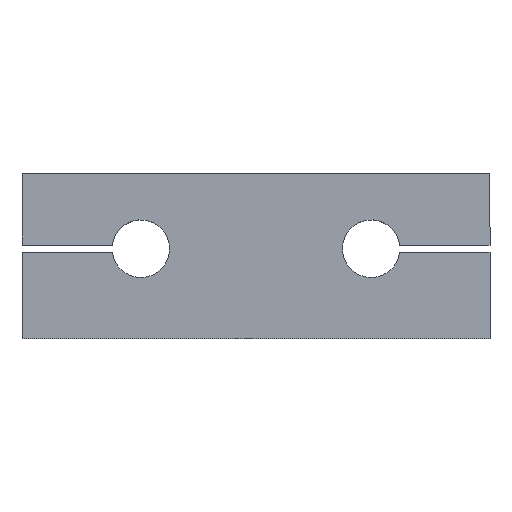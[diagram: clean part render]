
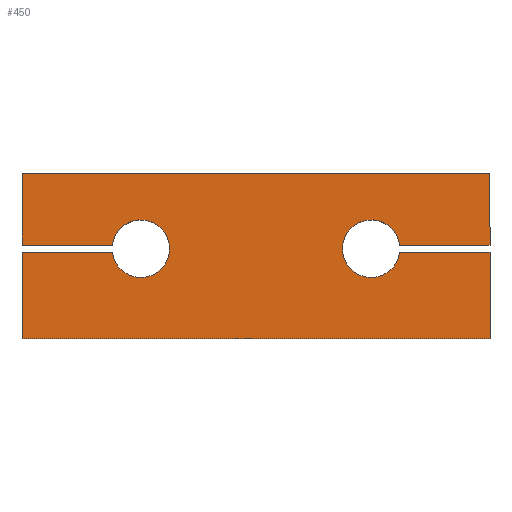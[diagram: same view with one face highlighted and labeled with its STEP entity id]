
A CAD part, top view. The second image highlights one B-rep face of the part: STEP entity #450.
In plain terms, the highlighted planar face has unit normal (0, 0, 1).
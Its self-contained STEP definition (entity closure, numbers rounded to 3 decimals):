
#20 = EDGE_CURVE ( 'NONE', #88, #361, #516, .T. ) ;
#28 = CARTESIAN_POINT ( 'NONE',  ( 32.5, 23., 6. ) ) ;
#34 = VECTOR ( 'NONE', #627, 1000. ) ;
#37 = ORIENTED_EDGE ( 'NONE', *, *, #711, .T. ) ;
#39 = CARTESIAN_POINT ( 'NONE',  ( 19.969, 12., 6. ) ) ;
#46 = CARTESIAN_POINT ( 'NONE',  ( 32.5, 12., 6. ) ) ;
#59 = VECTOR ( 'NONE', #278, 1000. ) ;
#62 = LINE ( 'NONE', #689, #662 ) ;
#64 = CARTESIAN_POINT ( 'NONE',  ( 32.5, 0., 6. ) ) ;
#74 = AXIS2_PLACEMENT_3D ( 'NONE', #316, #830, #206 ) ;
#77 = VECTOR ( 'NONE', #443, 1000. ) ;
#83 = ORIENTED_EDGE ( 'NONE', *, *, #123, .T. ) ;
#85 = EDGE_LOOP ( 'NONE', ( #138, #487, #83, #37, #767, #114, #471, #758, #370, #670, #485, #526 ) ) ;
#88 = VERTEX_POINT ( 'NONE', #668 ) ;
#101 = CARTESIAN_POINT ( 'NONE',  ( -32.5, 13., 6. ) ) ;
#106 = CIRCLE ( 'NONE', #739, 4. ) ;
#114 = ORIENTED_EDGE ( 'NONE', *, *, #130, .T. ) ;
#119 = VERTEX_POINT ( 'NONE', #28 ) ;
#123 = EDGE_CURVE ( 'NONE', #195, #303, #558, .T. ) ;
#130 = EDGE_CURVE ( 'NONE', #317, #428, #760, .T. ) ;
#138 = ORIENTED_EDGE ( 'NONE', *, *, #182, .T. ) ;
#158 = LINE ( 'NONE', #809, #345 ) ;
#182 = EDGE_CURVE ( 'NONE', #575, #193, #678, .T. ) ;
#193 = VERTEX_POINT ( 'NONE', #39 ) ;
#195 = VERTEX_POINT ( 'NONE', #302 ) ;
#201 = CARTESIAN_POINT ( 'NONE',  ( -16., 12.5, 6. ) ) ;
#204 = DIRECTION ( 'NONE',  ( 0., 0., -1. ) ) ;
#206 = DIRECTION ( 'NONE',  ( -1., 0., 0. ) ) ;
#226 = EDGE_CURVE ( 'NONE', #779, #748, #106, .T. ) ;
#278 = DIRECTION ( 'NONE',  ( -1., 0., 0. ) ) ;
#285 = DIRECTION ( 'NONE',  ( 0., 0., 1. ) ) ;
#297 = FACE_OUTER_BOUND ( 'NONE', #85, .T. ) ;
#302 = CARTESIAN_POINT ( 'NONE',  ( 19.969, 13., 6. ) ) ;
#303 = VERTEX_POINT ( 'NONE', #593 ) ;
#316 = CARTESIAN_POINT ( 'NONE',  ( 0., 0., 6. ) ) ;
#317 = VERTEX_POINT ( 'NONE', #595 ) ;
#325 = LINE ( 'NONE', #448, #766 ) ;
#327 = EDGE_CURVE ( 'NONE', #748, #428, #671, .T. ) ;
#328 = CARTESIAN_POINT ( 'NONE',  ( 16., 12.5, 6. ) ) ;
#332 = VERTEX_POINT ( 'NONE', #527 ) ;
#345 = VECTOR ( 'NONE', #403, 1000. ) ;
#348 = CARTESIAN_POINT ( 'NONE',  ( -32.5, 13., 6. ) ) ;
#353 = DIRECTION ( 'NONE',  ( 0., -1., 0. ) ) ;
#361 = VERTEX_POINT ( 'NONE', #391 ) ;
#370 = ORIENTED_EDGE ( 'NONE', *, *, #458, .F. ) ;
#373 = PLANE ( 'NONE',  #74 ) ;
#391 = CARTESIAN_POINT ( 'NONE',  ( -32.5, 0., 6. ) ) ;
#396 = CARTESIAN_POINT ( 'NONE',  ( -19.969, 12., 6. ) ) ;
#401 = LINE ( 'NONE', #667, #828 ) ;
#403 = DIRECTION ( 'NONE',  ( 0., 1., 0. ) ) ;
#428 = VERTEX_POINT ( 'NONE', #101 ) ;
#440 = DIRECTION ( 'NONE',  ( 1., 0., 0. ) ) ;
#443 = DIRECTION ( 'NONE',  ( 0., 1., 0. ) ) ;
#446 = LINE ( 'NONE', #64, #77 ) ;
#448 = CARTESIAN_POINT ( 'NONE',  ( -32.5, 23., 6. ) ) ;
#449 = DIRECTION ( 'NONE',  ( 0., -1., 0. ) ) ;
#450 = ADVANCED_FACE ( 'NONE', ( #297 ), #373, .F. ) ;
#458 = EDGE_CURVE ( 'NONE', #88, #779, #62, .T. ) ;
#471 = ORIENTED_EDGE ( 'NONE', *, *, #327, .F. ) ;
#483 = CARTESIAN_POINT ( 'NONE',  ( -32.5, 0., 6. ) ) ;
#485 = ORIENTED_EDGE ( 'NONE', *, *, #838, .T. ) ;
#487 = ORIENTED_EDGE ( 'NONE', *, *, #557, .T. ) ;
#516 = LINE ( 'NONE', #783, #648 ) ;
#526 = ORIENTED_EDGE ( 'NONE', *, *, #626, .T. ) ;
#527 = CARTESIAN_POINT ( 'NONE',  ( 32.5, 0., 6. ) ) ;
#557 = EDGE_CURVE ( 'NONE', #193, #195, #710, .T. ) ;
#558 = LINE ( 'NONE', #745, #699 ) ;
#562 = DIRECTION ( 'NONE',  ( 1., 0., 0. ) ) ;
#566 = EDGE_CURVE ( 'NONE', #119, #317, #325, .T. ) ;
#575 = VERTEX_POINT ( 'NONE', #590 ) ;
#590 = CARTESIAN_POINT ( 'NONE',  ( 32.5, 12., 6. ) ) ;
#593 = CARTESIAN_POINT ( 'NONE',  ( 32.5, 13., 6. ) ) ;
#595 = CARTESIAN_POINT ( 'NONE',  ( -32.5, 23., 6. ) ) ;
#626 = EDGE_CURVE ( 'NONE', #332, #575, #158, .T. ) ;
#627 = DIRECTION ( 'NONE',  ( -1., 0., 0. ) ) ;
#648 = VECTOR ( 'NONE', #449, 1000. ) ;
#662 = VECTOR ( 'NONE', #562, 1000. ) ;
#666 = DIRECTION ( 'NONE',  ( 1., 0., 0. ) ) ;
#667 = CARTESIAN_POINT ( 'NONE',  ( -32.5, 0., 6. ) ) ;
#668 = CARTESIAN_POINT ( 'NONE',  ( -32.5, 12., 6. ) ) ;
#670 = ORIENTED_EDGE ( 'NONE', *, *, #20, .T. ) ;
#671 = LINE ( 'NONE', #348, #59 ) ;
#678 = LINE ( 'NONE', #46, #34 ) ;
#680 = AXIS2_PLACEMENT_3D ( 'NONE', #328, #204, #793 ) ;
#689 = CARTESIAN_POINT ( 'NONE',  ( -32.5, 12., 6. ) ) ;
#699 = VECTOR ( 'NONE', #808, 1000. ) ;
#709 = DIRECTION ( 'NONE',  ( -1., 0., 0. ) ) ;
#710 = CIRCLE ( 'NONE', #680, 4. ) ;
#711 = EDGE_CURVE ( 'NONE', #303, #119, #446, .T. ) ;
#739 = AXIS2_PLACEMENT_3D ( 'NONE', #201, #285, #666 ) ;
#745 = CARTESIAN_POINT ( 'NONE',  ( 32.5, 13., 6. ) ) ;
#748 = VERTEX_POINT ( 'NONE', #780 ) ;
#758 = ORIENTED_EDGE ( 'NONE', *, *, #226, .F. ) ;
#760 = LINE ( 'NONE', #483, #769 ) ;
#766 = VECTOR ( 'NONE', #709, 1000. ) ;
#767 = ORIENTED_EDGE ( 'NONE', *, *, #566, .T. ) ;
#769 = VECTOR ( 'NONE', #353, 1000. ) ;
#779 = VERTEX_POINT ( 'NONE', #396 ) ;
#780 = CARTESIAN_POINT ( 'NONE',  ( -19.969, 13., 6. ) ) ;
#783 = CARTESIAN_POINT ( 'NONE',  ( -32.5, 0., 6. ) ) ;
#793 = DIRECTION ( 'NONE',  ( -1., 0., 0. ) ) ;
#808 = DIRECTION ( 'NONE',  ( 1., 0., 0. ) ) ;
#809 = CARTESIAN_POINT ( 'NONE',  ( 32.5, 0., 6. ) ) ;
#828 = VECTOR ( 'NONE', #440, 1000. ) ;
#830 = DIRECTION ( 'NONE',  ( 0., 0., -1. ) ) ;
#838 = EDGE_CURVE ( 'NONE', #361, #332, #401, .T. ) ;
